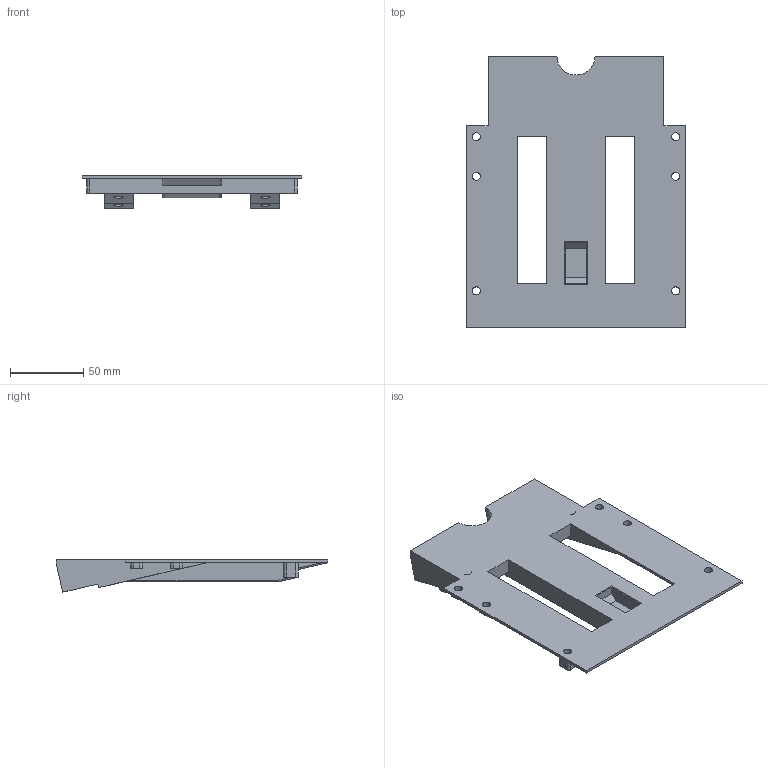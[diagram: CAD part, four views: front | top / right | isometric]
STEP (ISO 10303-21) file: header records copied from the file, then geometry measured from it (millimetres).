
FILE_DESCRIPTION(/* description */ (''),/* implementation_level */ '2;1');
FILE_NAME(/* name */ 'FDM_OH1WW-01 - UFC Mount.step',/* time_stamp */ '2024-09-20T10:47:15+02:00',/* author */ (''),/* organization */ (''),/* preprocessor_version */ 'ST-DEVELOPER v20',/* originating_system */ 'Autodesk Translation Framework v13.14.0.145',/* authorisation */ '');
FILE_SCHEMA (('AUTOMOTIVE_DESIGN { 1 0 10303 214 3 1 1 }'));
Length unit declared in the file: millimetre
Products named in the file (1): FDM_OH1WW-01 - UFC Mount
Bounding box: 150 x 185.5 x 22.03 mm (x, y, z)
Volume: 191660.3 mm3; surface area: 60815.7 mm2
Topology: 1 solids, 1 shells, 121 faces, 322 edges, 208 vertices
Faces by surface type: plane 76, cylinder 39, sphere 4, bspline 2
Full cylindrical faces by diameter (mm): 5.5 x6, 6.5 x6
Entity records: 3817 total; most frequent: CARTESIAN_POINT 680, ORIENTED_EDGE 644, DIRECTION 640, EDGE_CURVE 322, LINE 240, VECTOR 240, VERTEX_POINT 208, AXIS2_PLACEMENT_3D 200
